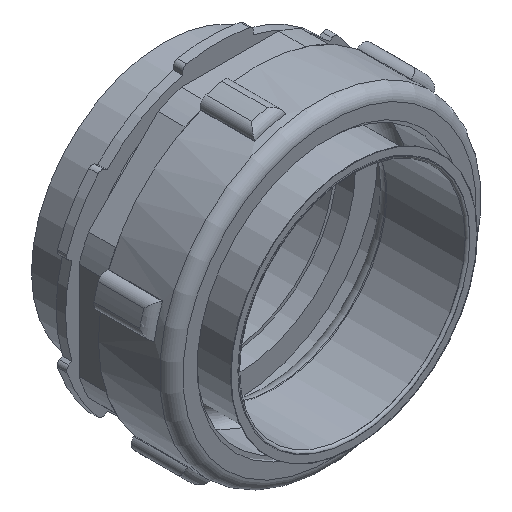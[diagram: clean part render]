
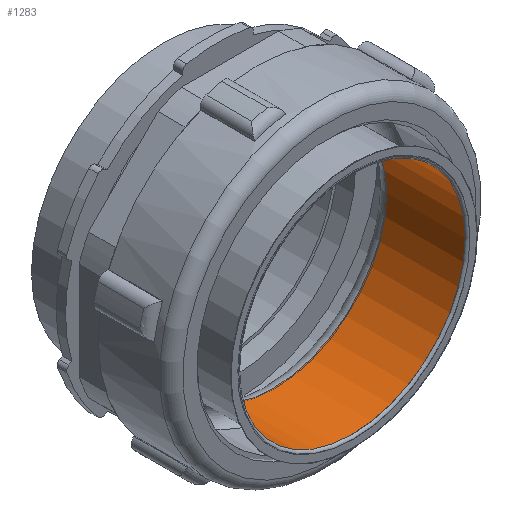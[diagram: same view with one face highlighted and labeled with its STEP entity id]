
A CAD part, isometric view. The second image highlights one B-rep face of the part: STEP entity #1283.
In plain terms, the highlighted cylindrical face has radius 48.25 mm (diameter 96.5 mm), a full revolution.
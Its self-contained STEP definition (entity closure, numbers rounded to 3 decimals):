
#1283=ADVANCED_FACE('',(#2376,#2378),#2380,.F.);
#2376=FACE_BOUND('',#2377,.T.);
#2377=EDGE_LOOP('',(#3105,#3106));
#2378=FACE_BOUND('',#2379,.T.);
#2379=EDGE_LOOP('',(#3107,#3108));
#2380=CYLINDRICAL_SURFACE('',#2381,48.25);
#2381=AXIS2_PLACEMENT_3D('',#2382,#2383,#2384);
#2382=CARTESIAN_POINT('',(0.,-13.758,0.));
#2383=DIRECTION('',(0.,1.,0.));
#2384=DIRECTION('',(0.,0.,1.));
#3105=ORIENTED_EDGE('',*,*,#3462,.T.);
#3106=ORIENTED_EDGE('',*,*,#3463,.T.);
#3107=ORIENTED_EDGE('',*,*,#3461,.F.);
#3108=ORIENTED_EDGE('',*,*,#3460,.F.);
#3460=EDGE_CURVE('',#4022,#4023,#4024,.T.);
#3461=EDGE_CURVE('',#4023,#4022,#4025,.T.);
#3462=EDGE_CURVE('',#4026,#4027,#4028,.T.);
#3463=EDGE_CURVE('',#4027,#4026,#4029,.T.);
#4022=VERTEX_POINT('',#5601);
#4023=VERTEX_POINT('',#5602);
#4024=CIRCLE('',#5603,48.25);
#4025=CIRCLE('',#5607,48.25);
#4026=VERTEX_POINT('',#5611);
#4027=VERTEX_POINT('',#5612);
#4028=CIRCLE('',#5613,48.25);
#4029=CIRCLE('',#5617,48.25);
#5601=CARTESIAN_POINT('',(0.,-47.558,48.25));
#5602=CARTESIAN_POINT('',(0.,-47.558,-48.25));
#5603=AXIS2_PLACEMENT_3D('',#5604,#5605,#5606);
#5604=CARTESIAN_POINT('',(0.,-47.558,0.));
#5605=DIRECTION('',(0.,1.,0.));
#5606=DIRECTION('',(0.,0.,1.));
#5607=AXIS2_PLACEMENT_3D('',#5608,#5609,#5610);
#5608=CARTESIAN_POINT('',(0.,-47.558,0.));
#5609=DIRECTION('',(0.,1.,0.));
#5610=DIRECTION('',(0.,0.,-1.));
#5611=CARTESIAN_POINT('',(0.,-13.758,48.25));
#5612=CARTESIAN_POINT('',(0.,-13.758,-48.25));
#5613=AXIS2_PLACEMENT_3D('',#5614,#5615,#5616);
#5614=CARTESIAN_POINT('',(0.,-13.758,0.));
#5615=DIRECTION('',(0.,1.,0.));
#5616=DIRECTION('',(0.,0.,1.));
#5617=AXIS2_PLACEMENT_3D('',#5618,#5619,#5620);
#5618=CARTESIAN_POINT('',(0.,-13.758,0.));
#5619=DIRECTION('',(0.,1.,0.));
#5620=DIRECTION('',(0.,0.,-1.));
